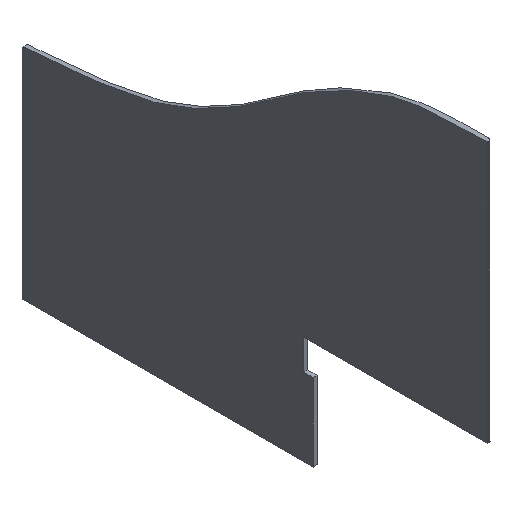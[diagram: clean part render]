
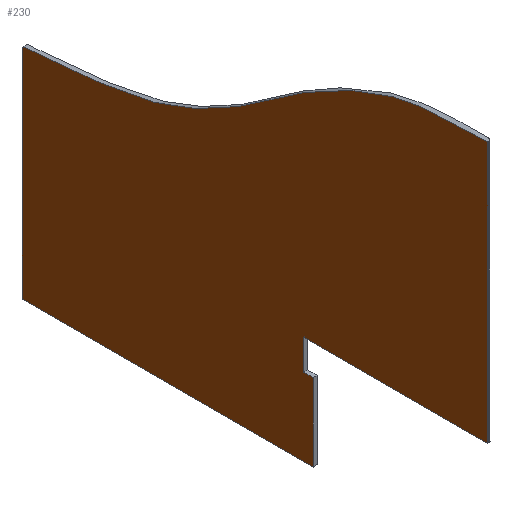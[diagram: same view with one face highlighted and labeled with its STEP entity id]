
A CAD part, isometric view. The second image highlights one B-rep face of the part: STEP entity #230.
In plain terms, the highlighted planar face has unit normal (-1, 0, 0).
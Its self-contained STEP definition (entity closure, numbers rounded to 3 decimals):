
#20=PLANE('',#256);
#26=(
BOUNDED_CURVE()
B_SPLINE_CURVE(5,(#441,#442,#443,#444,#445,#446,#447,#448,#449,#450,#451,
#452,#453,#454,#455,#456,#457,#458,#459,#460,#461,#462,#463,#464,#465,#466,
#467,#468),.UNSPECIFIED.,.F.,.F.)
B_SPLINE_CURVE_WITH_KNOTS((6,1,1,1,1,1,1,1,1,1,1,1,1,1,1,1,1,1,1,1,1,1,
1,6),(0.,0.04,0.08,0.12,0.16,0.2,0.24,0.28,0.32,0.36,0.4,0.44,0.48,0.52,
0.56,0.6,0.64,0.68,0.72,0.76,0.8,0.84,0.88,0.881),
 .UNSPECIFIED.)
CURVE()
GEOMETRIC_REPRESENTATION_ITEM()
RATIONAL_B_SPLINE_CURVE((1.,1.,1.,1.,1.,1.,1.,1.,1.,1.,1.,1.,1.,1.,1.,1.,
1.,1.,1.,1.,1.,1.,1.,1.,1.,1.,1.,1.))
REPRESENTATION_ITEM('')
);
#35=FACE_OUTER_BOUND('',#47,.T.);
#47=EDGE_LOOP('',(#197,#198,#199,#200,#201,#202,#203,#204,#205));
#66=LINE('',#486,#93);
#69=LINE('',#491,#96);
#70=LINE('',#494,#97);
#72=LINE('',#498,#99);
#74=LINE('',#502,#101);
#75=LINE('',#504,#102);
#76=LINE('',#505,#103);
#77=LINE('',#506,#104);
#93=VECTOR('',#284,10.);
#96=VECTOR('',#289,10.);
#97=VECTOR('',#292,10.);
#99=VECTOR('',#296,10.);
#101=VECTOR('',#300,10.);
#102=VECTOR('',#301,10.);
#103=VECTOR('',#302,10.);
#104=VECTOR('',#303,10.);
#115=VERTEX_POINT('',#438);
#116=VERTEX_POINT('',#440);
#122=VERTEX_POINT('',#483);
#123=VERTEX_POINT('',#485);
#124=VERTEX_POINT('',#489);
#125=VERTEX_POINT('',#493);
#126=VERTEX_POINT('',#497);
#127=VERTEX_POINT('',#501);
#128=VERTEX_POINT('',#503);
#137=EDGE_CURVE('',#116,#115,#26,.T.);
#146=EDGE_CURVE('',#123,#122,#66,.T.);
#149=EDGE_CURVE('',#124,#122,#69,.T.);
#150=EDGE_CURVE('',#125,#123,#70,.T.);
#152=EDGE_CURVE('',#126,#125,#72,.T.);
#154=EDGE_CURVE('',#127,#115,#74,.T.);
#155=EDGE_CURVE('',#128,#127,#75,.T.);
#156=EDGE_CURVE('',#126,#128,#76,.T.);
#157=EDGE_CURVE('',#124,#116,#77,.T.);
#197=ORIENTED_EDGE('',*,*,#154,.F.);
#198=ORIENTED_EDGE('',*,*,#155,.F.);
#199=ORIENTED_EDGE('',*,*,#156,.F.);
#200=ORIENTED_EDGE('',*,*,#152,.T.);
#201=ORIENTED_EDGE('',*,*,#150,.T.);
#202=ORIENTED_EDGE('',*,*,#146,.T.);
#203=ORIENTED_EDGE('',*,*,#149,.F.);
#204=ORIENTED_EDGE('',*,*,#157,.T.);
#205=ORIENTED_EDGE('',*,*,#137,.T.);
#230=ADVANCED_FACE('',(#35),#20,.F.);
#256=AXIS2_PLACEMENT_3D('',#500,#298,#299);
#284=DIRECTION('',(0.,-1.,0.));
#289=DIRECTION('',(0.,0.,-1.));
#292=DIRECTION('',(0.,0.,1.));
#296=DIRECTION('',(0.,1.,0.));
#298=DIRECTION('center_axis',(1.,0.,0.));
#299=DIRECTION('ref_axis',(0.,0.,-1.));
#300=DIRECTION('',(0.,0.,1.));
#301=DIRECTION('',(0.,1.,0.));
#302=DIRECTION('',(0.,0.,-1.));
#303=DIRECTION('',(0.,0.,1.));
#438=CARTESIAN_POINT('',(0.,118.433,10.757));
#440=CARTESIAN_POINT('',(0.,0.187,49.44));
#441=CARTESIAN_POINT('Ctrl Pts',(0.,0.187,49.44));
#442=CARTESIAN_POINT('Ctrl Pts',(0.,1.474,49.44));
#443=CARTESIAN_POINT('Ctrl Pts',(0.,3.999,49.428));
#444=CARTESIAN_POINT('Ctrl Pts',(0.,7.632,49.373));
#445=CARTESIAN_POINT('Ctrl Pts',(0.,12.172,49.212));
#446=CARTESIAN_POINT('Ctrl Pts',(0.,17.355,48.766));
#447=CARTESIAN_POINT('Ctrl Pts',(0.,22.134,47.97));
#448=CARTESIAN_POINT('Ctrl Pts',(0.,26.658,46.725));
#449=CARTESIAN_POINT('Ctrl Pts',(0.,31.278,45.001));
#450=CARTESIAN_POINT('Ctrl Pts',(0.,36.293,42.812));
#451=CARTESIAN_POINT('Ctrl Pts',(0.,41.594,40.134));
#452=CARTESIAN_POINT('Ctrl Pts',(0.,46.966,36.98));
#453=CARTESIAN_POINT('Ctrl Pts',(0.,52.224,33.427));
#454=CARTESIAN_POINT('Ctrl Pts',(0.,57.291,29.633));
#455=CARTESIAN_POINT('Ctrl Pts',(0.,62.613,25.948));
#456=CARTESIAN_POINT('Ctrl Pts',(0.,68.176,22.643));
#457=CARTESIAN_POINT('Ctrl Pts',(0.,73.66,19.866));
#458=CARTESIAN_POINT('Ctrl Pts',(0.,78.828,17.663));
#459=CARTESIAN_POINT('Ctrl Pts',(0.,83.765,15.974));
#460=CARTESIAN_POINT('Ctrl Pts',(0.,89.271,14.607));
#461=CARTESIAN_POINT('Ctrl Pts',(0.,97.09,13.287));
#462=CARTESIAN_POINT('Ctrl Pts',(0.,105.962,12.209));
#463=CARTESIAN_POINT('Ctrl Pts',(0.,113.66,11.67));
#464=CARTESIAN_POINT('Ctrl Pts',(0.,117.373,11.521));
#465=CARTESIAN_POINT('Ctrl Pts',(0.,118.253,11.445));
#466=CARTESIAN_POINT('Ctrl Pts',(0.,118.412,11.064));
#467=CARTESIAN_POINT('Ctrl Pts',(0.,118.433,10.765));
#468=CARTESIAN_POINT('Ctrl Pts',(0.,118.433,10.757));
#483=CARTESIAN_POINT('',(0.,0.187,-16.865));
#485=CARTESIAN_POINT('',(0.,46.986,-16.865));
#486=CARTESIAN_POINT('',(0.,23.086,-16.865));
#489=CARTESIAN_POINT('',(0.,0.187,10.855));
#491=CARTESIAN_POINT('',(0.,0.187,-17.865));
#493=CARTESIAN_POINT('',(0.,46.986,-24.565));
#494=CARTESIAN_POINT('',(0.,46.986,-7.905));
#497=CARTESIAN_POINT('',(0.,44.486,-24.565));
#498=CARTESIAN_POINT('',(0.,34.536,-24.565));
#500=CARTESIAN_POINT('Origin',(0.,23.086,3.055));
#501=CARTESIAN_POINT('',(0.,118.433,-44.243));
#502=CARTESIAN_POINT('',(0.,118.433,-16.743));
#503=CARTESIAN_POINT('',(0.,44.486,-44.243));
#504=CARTESIAN_POINT('',(0.,117.,-44.243));
#505=CARTESIAN_POINT('',(0.,44.486,-16.743));
#506=CARTESIAN_POINT('',(0.,0.187,1.757));
